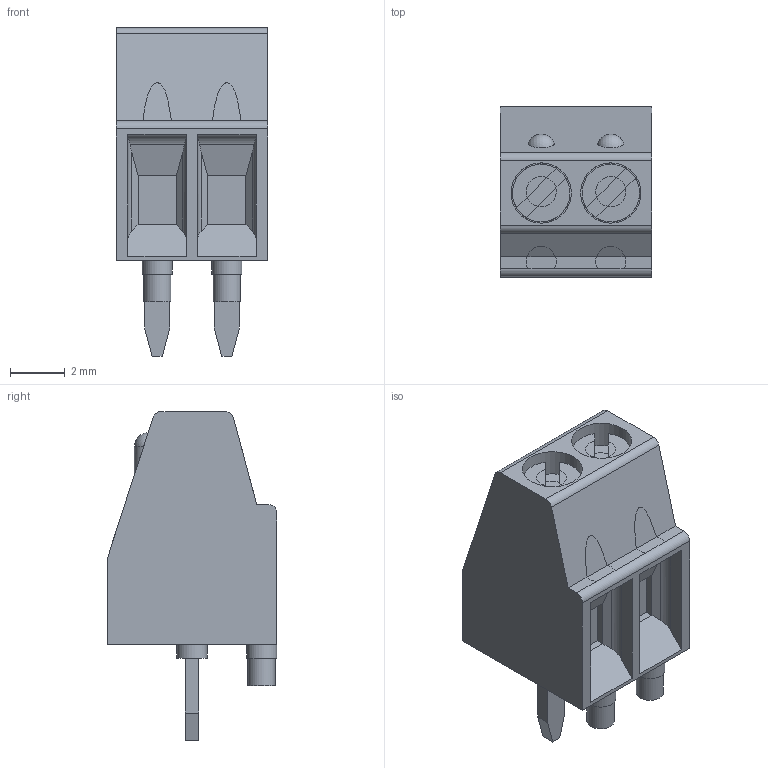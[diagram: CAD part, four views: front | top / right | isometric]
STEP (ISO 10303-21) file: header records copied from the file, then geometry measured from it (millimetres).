
FILE_DESCRIPTION(('FreeCAD Model'),'2;1');
FILE_NAME('TerminalBlock_Phoenix_MPT-0,5-2-2.54_1x02_P2.54mm_Horizontal.step','2018-10-27T18:32:38',('kicad StepUp'),( 'ksu MCAD'),'Open CASCADE STEP processor 7.3','FreeCAD','Unknown');
FILE_SCHEMA(('AUTOMOTIVE_DESIGN { 1 0 10303 214 1 1 1 1 }'));
Length unit declared in the file: millimetre
Products named in the file (1): TerminalBlock_Phoenix_MPT-0,5-2-2.54_1x02_P2.54mm_Horizontal
Bounding box: 5.54 x 6.2 x 12 mm (x, y, z)
Volume: 225.4 mm3; surface area: 334.7 mm2
Topology: 1 solids, 1 shells, 145 faces, 357 edges, 234 vertices
Faces by surface type: plane 104, cylinder 39, sphere 2
Full cylindrical faces by diameter (mm): 0.457 x1, 1 x2, 1.1 x4, 2.1 x2, 2.2 x2
Entity records: 5445 total; most frequent: CARTESIAN_POINT 869, DIRECTION 763, ORIENTED_EDGE 714, EDGE_CURVE 357, AXIS2_PLACEMENT_3D 264, LINE 235, VECTOR 235, VERTEX_POINT 234
